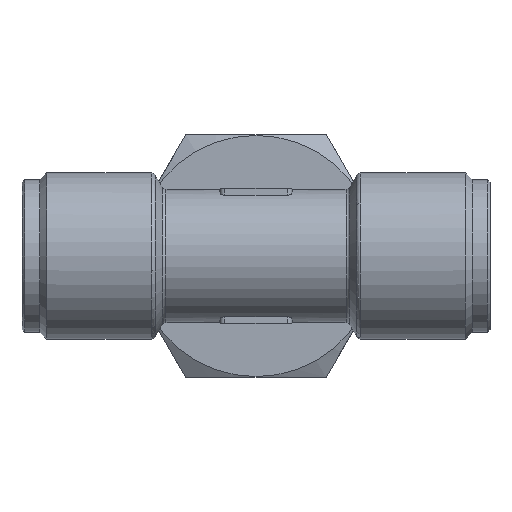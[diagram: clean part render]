
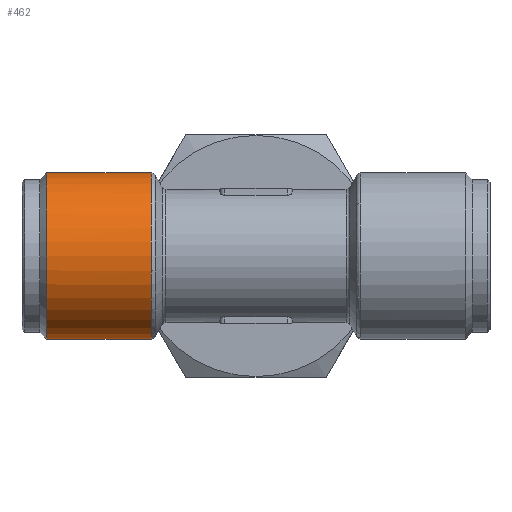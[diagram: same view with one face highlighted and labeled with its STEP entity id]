
A CAD part, left-side view. The second image highlights one B-rep face of the part: STEP entity #462.
In plain terms, the highlighted cylindrical face has radius 9.25 mm (diameter 18.5 mm), a full revolution.
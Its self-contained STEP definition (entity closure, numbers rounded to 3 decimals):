
#462 = ADVANCED_FACE( 'NONE', ( #1325, #1326 ), #1327, .T. );
#1325 = FACE_OUTER_BOUND( '', #7124, .T. );
#1326 = FACE_OUTER_BOUND( '', #7125, .T. );
#1327 = CYLINDRICAL_SURFACE( '', #7126, 9.25 );
#7124 = EDGE_LOOP( '', ( #9871, #9872, #9873, #9874 ) );
#7125 = EDGE_LOOP( '', ( #9875 ) );
#7126 = AXIS2_PLACEMENT_3D( '', #9876, #9877, #9878 );
#9871 = ORIENTED_EDGE( '', *, *, #11075, .F. );
#9872 = ORIENTED_EDGE( '', *, *, #10806, .T. );
#9873 = ORIENTED_EDGE( '', *, *, #10787, .F. );
#9874 = ORIENTED_EDGE( '', *, *, #11042, .T. );
#9875 = ORIENTED_EDGE( '', *, *, #11076, .T. );
#9876 = CARTESIAN_POINT( '', ( 0., 0., 0. ) );
#9877 = DIRECTION( '', ( 0., 1., 0. ) );
#9878 = DIRECTION( '', ( 0., 0., -1. ) );
#10787 = EDGE_CURVE( 'NONE', #12422, #12424, #12425, .T. );
#10806 = EDGE_CURVE( 'NONE', #12452, #12424, #12453, .T. );
#11042 = EDGE_CURVE( 'NONE', #12422, #12769, #12770, .T. );
#11075 = EDGE_CURVE( 'NONE', #12452, #12769, #12816, .T. );
#11076 = EDGE_CURVE( 'NONE', #12817, #12817, #12818, .T. );
#12422 = VERTEX_POINT( 'NONE', #18359 );
#12424 = VERTEX_POINT( 'NONE', #18365 );
#12425 = CIRCLE( '', #18366, 9.25 );
#12452 = VERTEX_POINT( 'NONE', #18473 );
#12453 = B_SPLINE_CURVE_WITH_KNOTS( '', 3, ( #18474, #18475, #18476, #18477, #18478 ), .UNSPECIFIED., .F., .F., ( 4, 1, 4 ), ( 0., 0.535, 1. ), .UNSPECIFIED. );
#12769 = VERTEX_POINT( 'NONE', #19980 );
#12770 = B_SPLINE_CURVE_WITH_KNOTS( '', 3, ( #19981, #19982, #19983, #19984, #19985 ), .UNSPECIFIED., .F., .F., ( 4, 1, 4 ), ( 0., 0.465, 1. ), .UNSPECIFIED. );
#12816 = CIRCLE( '', #20191, 9.25 );
#12817 = VERTEX_POINT( '', #20192 );
#12818 = CIRCLE( '', #20193, 9.25 );
#18359 = CARTESIAN_POINT( '', ( 9.103, 11.5, -1.643 ) );
#18365 = CARTESIAN_POINT( '', ( 9.103, 11.5, 1.643 ) );
#18366 = AXIS2_PLACEMENT_3D( '', #20808, #20809, #20810 );
#18473 = CARTESIAN_POINT( '', ( 9.084, 11.645, 1.743 ) );
#18474 = CARTESIAN_POINT( '', ( 9.084, 11.645, 1.743 ) );
#18475 = CARTESIAN_POINT( '', ( 9.088, 11.62, 1.725 ) );
#18476 = CARTESIAN_POINT( '', ( 9.094, 11.573, 1.69 ) );
#18477 = CARTESIAN_POINT( '', ( 9.1, 11.523, 1.658 ) );
#18478 = CARTESIAN_POINT( '', ( 9.103, 11.5, 1.643 ) );
#19980 = CARTESIAN_POINT( '', ( 9.084, 11.645, -1.743 ) );
#19981 = CARTESIAN_POINT( '', ( 9.103, 11.5, -1.643 ) );
#19982 = CARTESIAN_POINT( '', ( 9.1, 11.523, -1.658 ) );
#19983 = CARTESIAN_POINT( '', ( 9.094, 11.573, -1.69 ) );
#19984 = CARTESIAN_POINT( '', ( 9.088, 11.62, -1.725 ) );
#19985 = CARTESIAN_POINT( '', ( 9.084, 11.645, -1.743 ) );
#20191 = AXIS2_PLACEMENT_3D( '', #21066, #21067, #21068 );
#20192 = CARTESIAN_POINT( '', ( 0., 23.25, -9.25 ) );
#20193 = AXIS2_PLACEMENT_3D( '', #21069, #21070, #21071 );
#20808 = CARTESIAN_POINT( '', ( 0., 11.5, 0. ) );
#20809 = DIRECTION( '', ( 0., -1., 0. ) );
#20810 = DIRECTION( '', ( 0., 0., -1. ) );
#21066 = CARTESIAN_POINT( '', ( 0., 11.645, 0. ) );
#21067 = DIRECTION( '', ( 0., -1., 0. ) );
#21068 = DIRECTION( '', ( 0., 0., -1. ) );
#21069 = CARTESIAN_POINT( '', ( 0., 23.25, 0. ) );
#21070 = DIRECTION( '', ( 0., -1., 0. ) );
#21071 = DIRECTION( '', ( 0., 0., -1. ) );
